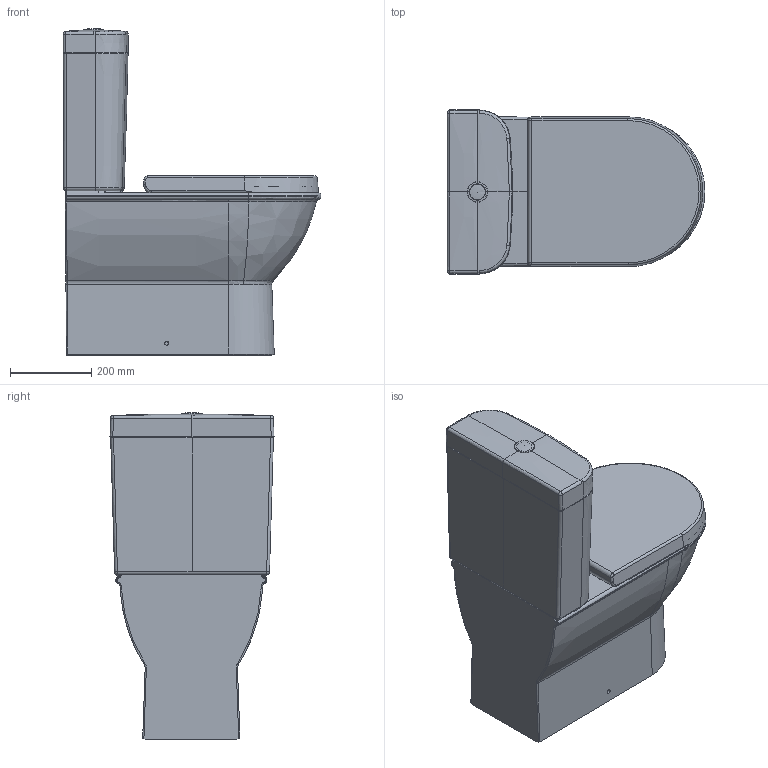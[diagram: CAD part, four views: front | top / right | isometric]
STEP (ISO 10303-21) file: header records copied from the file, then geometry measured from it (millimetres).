
FILE_DESCRIPTION((''),'2;1');
FILE_NAME('213809.stp','2011-05-18T18:17:52',('Administrator'),(''),'Autodesk Inventor 2011','Autodesk Inventor 2011','');
FILE_SCHEMA(('AUTOMOTIVE_DESIGN { 1 0 10303 214 1 1 1 1 }'));
Length unit declared in the file: millimetre
Products named in the file (7): 213809; 006989; 0931110; 093110 Deckel; 093110 Wasserkasten; 093100 Taster
Assembly tree (6 placements, depth 3):
  213809
    213809
    006989
    0931110
      093110 Deckel
      093110 Wasserkasten
      093100 Taster
Bounding box: 635.43 x 404.2 x 804.85 mm (x, y, z)
Volume: 59017652.8 mm3; surface area: 2427561.2 mm2
Topology: 5 solids, 5 shells, 423 faces, 979 edges, 578 vertices
Faces by surface type: bspline 164, plane 106, cylinder 94, cone 22, torus 19, sphere 18
Full cylindrical faces by diameter (mm): 10 x2, 14 x2, 15 x2, 19 x1, 38.357 x1, 40 x1, 50.217 x1, 64.244 x1, 65 x1, 80 x1
Entity records: 31860 total; most frequent: CARTESIAN_POINT 22886, ORIENTED_EDGE 1918, DIRECTION 1626, EDGE_CURVE 959, AXIS2_PLACEMENT_3D 636, VERTEX_POINT 575, EDGE_LOOP 462, FACE_OUTER_BOUND 423
